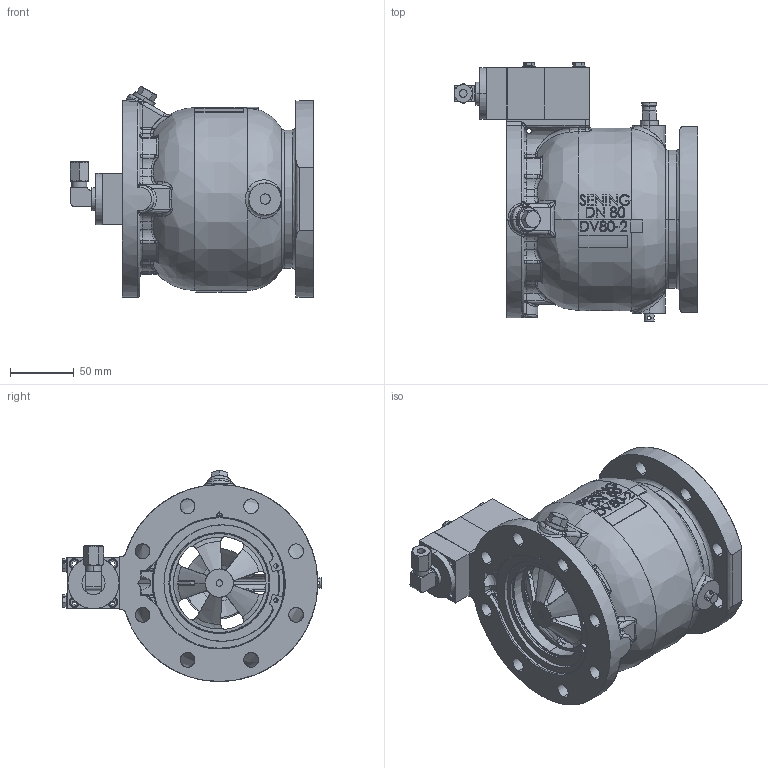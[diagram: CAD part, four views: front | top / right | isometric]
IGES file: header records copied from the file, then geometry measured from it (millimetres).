
Start section: SolidWorks IGES file using analytic representation for surfaces
Global section: file name: DV80-2M_20715.IGS; native system: SolidWorks 2010; preprocessor: SolidWorks 2010; author: LarsenR; date: 140521.132322; units: millimetre
Bounding box: 190.52 x 203.15 x 165.04 mm (x, y, z)
Surface area: 222982.1 mm2 (no closed solid volume)
Topology: 0 solids, 0 shells, 1095 faces, 16413 edges, 16376 vertices
Faces by surface type: bspline 670, revolution 425
